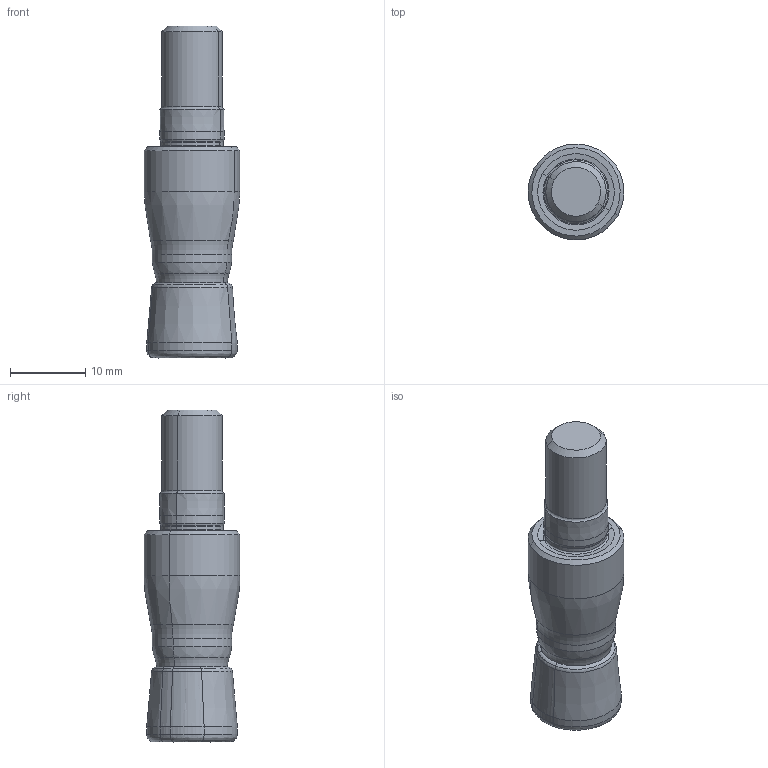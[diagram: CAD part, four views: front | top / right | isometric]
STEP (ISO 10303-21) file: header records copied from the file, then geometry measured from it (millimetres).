
FILE_DESCRIPTION(('CATIA V5 STEP Exchange'),'2;1');
FILE_NAME('Bm57981-FT_BS90 TE12.012 Z02 M08_Kollsionsmodell.stp','2019-08-28T11:23:28+00:00',('none'),('none'),'CATIA Version 5-6 Release 2016 SP5 HF39','CATIA V5 STEP AP203','none');
FILE_SCHEMA(('CONFIG_CONTROL_DESIGN'));
Length unit declared in the file: millimetre
Products named in the file (1): Part2
Bounding box: 12.7 x 12.7 x 44 mm (x, y, z)
Volume: 3791.9 mm3; surface area: 1729.6 mm2
Topology: 1 solids, 2 shells, 59 faces, 133 edges, 77 vertices
Faces by surface type: cone 15, revolution 15, cylinder 13, torus 12, sphere 2, plane 2
Entity records: 1668 total; most frequent: CARTESIAN_POINT 485, ORIENTED_EDGE 232, DIRECTION 176, EDGE_CURVE 124, AXIS2_PLACEMENT_3D 104, CIRCLE 79, VERTEX_POINT 69, EDGE_LOOP 60
